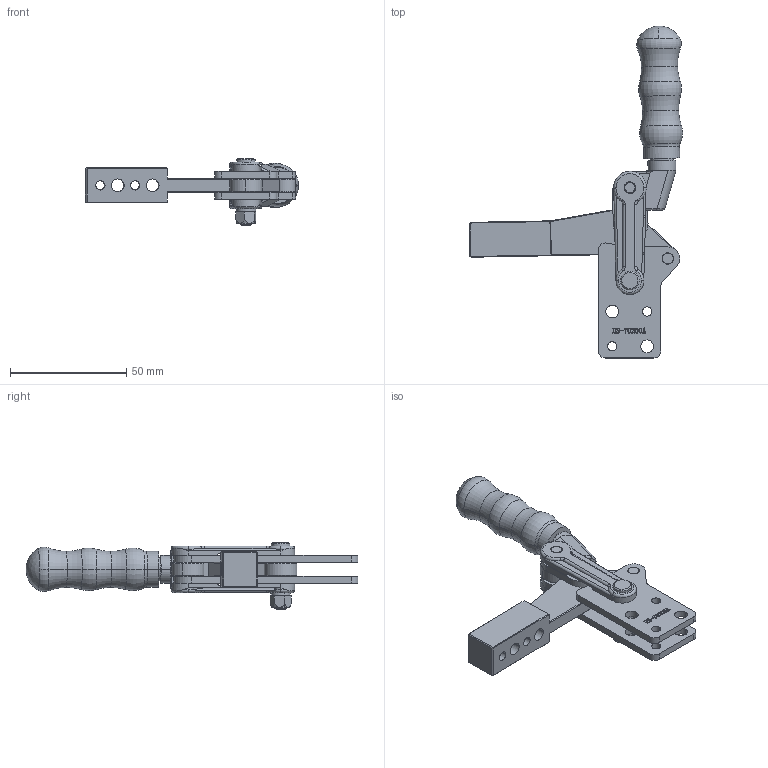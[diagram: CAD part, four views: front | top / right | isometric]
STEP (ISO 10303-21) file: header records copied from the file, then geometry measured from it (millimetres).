
FILE_DESCRIPTION (( 'STEP AP203' ), '1' );
FILE_NAME ('HS-70200A.STEP', '2020-07-03T06:50:04', ( '微软用户' ), ( '微软中国' ), 'SwSTEP 2.0', 'SolidWorks 2012', '' );
FILE_SCHEMA (( 'CONFIG_CONTROL_DESIGN' ));
Length unit declared in the file: millimetre
Products named in the file (12): HS-70200A; prevailing torque all-metal 1 gb_GB_HEXAGON_LOCK_TYPE1 M5-N; curved single coil spring lock washers gb_GB_FASTENER_WASHER_CSLW 5; T倛种; 种2; 种1; 路杶; 忒梟; 忒參; 蟀裝; 揤旋; 菁釱
Assembly tree (14 placements, depth 2):
  HS-70200A
    菁釱
    揤旋
    蟀裝  x2
    忒參
    忒梟
    路杶  x2
    种1  x2
    种2
    T倛种
    curved single coil spring lock washers gb_GB_FASTENER_WASHER_CSLW 5
    prevailing torque all-metal 1 gb_GB_HEXAGON_LOCK_TYPE1 M5-N
Bounding box: 91.81 x 142.92 x 28.7 mm (x, y, z)
Volume: 44008.3 mm3; surface area: 28673 mm2
Topology: 15 solids, 15 shells, 681 faces, 1770 edges, 1151 vertices
Faces by surface type: plane 318, bspline 137, cylinder 136, cone 48, torus 38, sphere 4
Entity records: 28433 total; most frequent: CARTESIAN_POINT 11815, ORIENTED_EDGE 3380, DIRECTION 2769, EDGE_CURVE 1690, VERTEX_POINT 1102, VECTOR 1001, LINE 1001, AXIS2_PLACEMENT_3D 884
